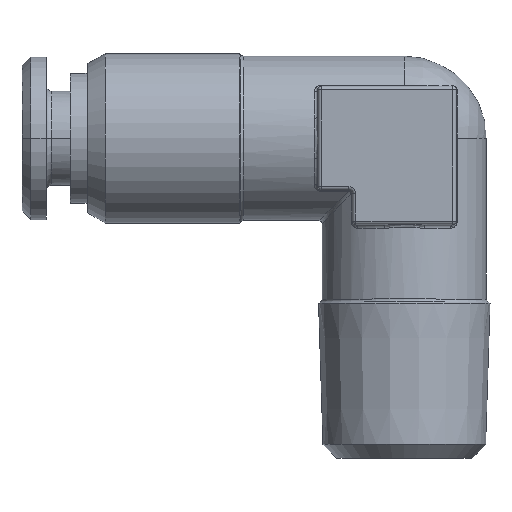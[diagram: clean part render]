
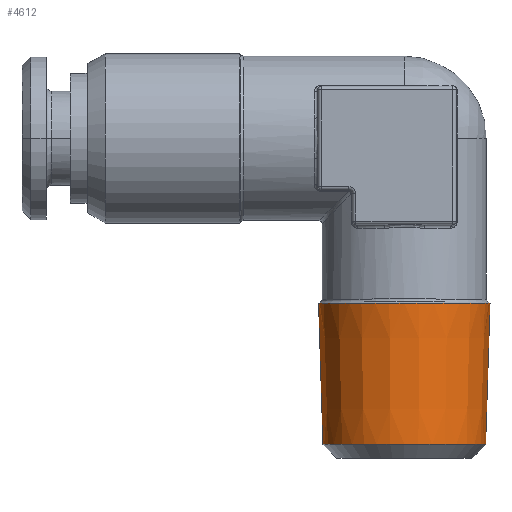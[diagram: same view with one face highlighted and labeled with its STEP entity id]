
A CAD part, top view. The second image highlights one B-rep face of the part: STEP entity #4612.
In plain terms, the highlighted conical face has half-angle 1.78 degrees and reference radius 4.827 mm.
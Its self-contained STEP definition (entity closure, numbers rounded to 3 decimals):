
#1291=CARTESIAN_POINT('',(0.,-9.53,0.));
#1292=DIRECTION('',(0.,1.,0.));
#1293=DIRECTION('',(-1.,0.,0.));
#1294=AXIS2_PLACEMENT_3D('',#1291,#1292,#1293);
#1309=DIRECTION('',(0.031,1.,0.));
#1310=VECTOR('',#1309,8.174);
#1311=CARTESIAN_POINT('',(4.701,-17.7,0.));
#1312=LINE('',#1311,#1310);
#1313=CARTESIAN_POINT('',(0.,-17.7,0.));
#1314=DIRECTION('',(0.,-1.,0.));
#1315=DIRECTION('',(1.,0.,0.));
#1316=AXIS2_PLACEMENT_3D('',#1313,#1314,#1315);
#1318=DIRECTION('',(-0.031,1.,0.));
#1319=VECTOR('',#1318,8.174);
#1320=CARTESIAN_POINT('',(-4.701,-17.7,0.));
#1321=LINE('',#1320,#1319);
#2037=CARTESIAN_POINT('',(4.701,-17.7,0.));
#2038=CARTESIAN_POINT('',(-4.701,-17.7,0.));
#2039=VERTEX_POINT('',#2037);
#2040=VERTEX_POINT('',#2038);
#2063=CARTESIAN_POINT('',(4.954,-9.53,0.));
#2064=VERTEX_POINT('',#2063);
#2065=CARTESIAN_POINT('',(-4.954,-9.53,0.));
#2066=VERTEX_POINT('',#2065);
#4598=CARTESIAN_POINT('',(0.,-13.615,0.));
#4599=DIRECTION('',(0.,1.,0.));
#4600=DIRECTION('',(1.,0.,0.));
#4601=AXIS2_PLACEMENT_3D('',#4598,#4599,#4600);
#4602=CONICAL_SURFACE('',#4601,4.827,1.78);
#4604=ORIENTED_EDGE('',*,*,#4603,.F.);
#4606=ORIENTED_EDGE('',*,*,#4605,.T.);
#4608=ORIENTED_EDGE('',*,*,#4607,.T.);
#4609=ORIENTED_EDGE('',*,*,#4588,.T.);
#4610=EDGE_LOOP('',(#4604,#4606,#4608,#4609));
#4611=FACE_OUTER_BOUND('',#4610,.F.);
#4612=ADVANCED_FACE('',(#4611),#4602,.T.);
#1295=CIRCLE('',#1294,4.954);
#1317=CIRCLE('',#1316,4.701);
#4588=EDGE_CURVE('',#2066,#2064,#1295,.T.);
#4603=EDGE_CURVE('',#2039,#2064,#1312,.T.);
#4605=EDGE_CURVE('',#2039,#2040,#1317,.T.);
#4607=EDGE_CURVE('',#2040,#2066,#1321,.T.);
